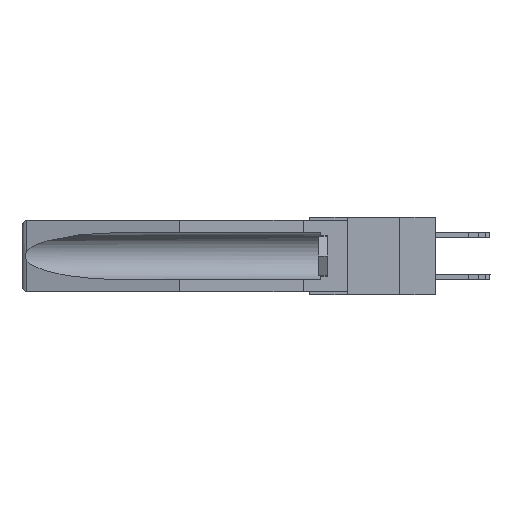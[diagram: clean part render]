
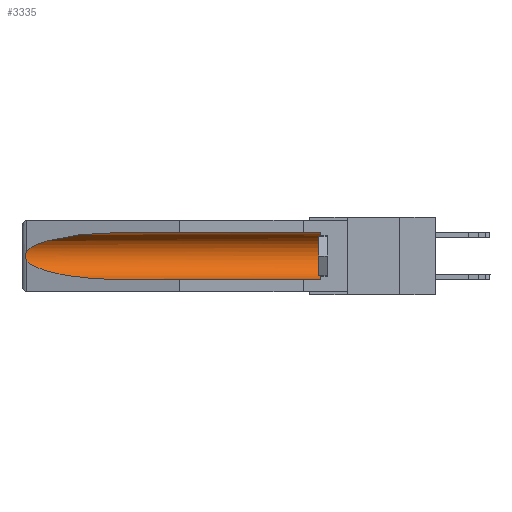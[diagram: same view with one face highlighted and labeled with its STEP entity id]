
A CAD part, left-side view. The second image highlights one B-rep face of the part: STEP entity #3335.
In plain terms, the highlighted cylindrical face has radius 2.857 mm (diameter 5.715 mm), a partial arc.
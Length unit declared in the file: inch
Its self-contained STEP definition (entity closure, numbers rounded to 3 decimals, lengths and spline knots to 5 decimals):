
#390 = CARTESIAN_POINT ( 'NONE',  ( 0.2675, 1.53308, -0.17534 ) ) ;
#853 = CARTESIAN_POINT ( 'NONE',  ( 0.155, 0.126, -0.284 ) ) ;
#1955 = DIRECTION ( 'NONE',  ( 0., 0., 1. ) ) ;
#2486 = CARTESIAN_POINT ( 'NONE',  ( 0.26655, 1.53094, -0.18657 ) ) ;
#2746 = EDGE_LOOP ( 'NONE', ( #3671, #11260, #3245, #24400, #18174, #8261 ) ) ;
#2832 = VERTEX_POINT ( 'NONE', #9918 ) ;
#2879 = VERTEX_POINT ( 'NONE', #853 ) ;
#2943 = EDGE_CURVE ( 'NONE', #15143, #22133, #12940, .T. ) ;
#3245 = ORIENTED_EDGE ( 'NONE', *, *, #5057, .T. ) ;
#3298 = DIRECTION ( 'NONE',  ( 0., 0., 1. ) ) ;
#3335 = ADVANCED_FACE ( 'NONE', ( #3483 ), #9510, .F. ) ;
#3483 = FACE_OUTER_BOUND ( 'NONE', #2746, .T. ) ;
#3671 = ORIENTED_EDGE ( 'NONE', *, *, #11316, .T. ) ;
#4216 = CARTESIAN_POINT ( 'NONE',  ( 0.25451, 1.48313, -0.09465 ) ) ;
#4893 = DIRECTION ( 'NONE',  ( 0., 1., 0. ) ) ;
#4984 = CARTESIAN_POINT ( 'NONE',  ( 0.155, -0.30754, -0.1715 ) ) ;
#5057 = EDGE_CURVE ( 'NONE', #13551, #2832, #16866, .T. ) ;
#6222 = B_SPLINE_CURVE_WITH_KNOTS ( 'NONE', 3,
 ( #24850, #12215, #13533, #26354, #21820, #390, #26147, #2486, #22108, #6803 ),
 .UNSPECIFIED., .F., .F.,
 ( 4, 2, 2, 2, 4 ),
 ( 0., 0.00029, 0.00058, 0.00087, 0.00117 ),
 .UNSPECIFIED. ) ;
#6803 = CARTESIAN_POINT ( 'NONE',  ( 0.26537, 1.52718, -0.19328 ) ) ;
#7035 = VECTOR ( 'NONE', #18381, 39.37008 ) ;
#7843 = AXIS2_PLACEMENT_3D ( 'NONE', #15016, #21693, #1955 ) ;
#8261 = ORIENTED_EDGE ( 'NONE', *, *, #2943, .T. ) ;
#8536 = CARTESIAN_POINT ( 'NONE',  ( 0.26537, 1.52718, -0.14972 ) ) ;
#9067 = CARTESIAN_POINT ( 'NONE',  ( 0.26537, 1.52718, -0.14972 ) ) ;
#9510 = CYLINDRICAL_SURFACE ( 'NONE', #13156, 0.1125 ) ;
#9918 = CARTESIAN_POINT ( 'NONE',  ( 0.155, 1.07973, -0.284 ) ) ;
#10539 = CARTESIAN_POINT ( 'NONE',  ( 0.155, -0.30754, -0.059 ) ) ;
#11260 = ORIENTED_EDGE ( 'NONE', *, *, #23135, .T. ) ;
#11316 = EDGE_CURVE ( 'NONE', #22133, #19638, #24780, .T. ) ;
#12215 = CARTESIAN_POINT ( 'NONE',  ( 0.26597, 1.52961, -0.15275 ) ) ;
#12235 = CARTESIAN_POINT ( 'NONE',  ( 0.155, 0.126, -0.059 ) ) ;
#12268 = VECTOR ( 'NONE', #15624, 39.37008 ) ;
#12940 = LINE ( 'NONE', #10539, #12268 ) ;
#12967 = EDGE_CURVE ( 'NONE', #2879, #15143, #19514, .T. ) ;
#13156 = AXIS2_PLACEMENT_3D ( 'NONE', #4984, #4893, #3298 ) ;
#13533 = CARTESIAN_POINT ( 'NONE',  ( 0.26654, 1.53092, -0.15636 ) ) ;
#13551 = VERTEX_POINT ( 'NONE', #22589 ) ;
#14150 = CARTESIAN_POINT ( 'NONE',  ( 0.155, -0.30754, -0.284 ) ) ;
#14672 = CARTESIAN_POINT ( 'NONE',  ( 0.25451, 1.48313, -0.24835 ) ) ;
#15016 = CARTESIAN_POINT ( 'NONE',  ( 0.155, 0.126, -0.1715 ) ) ;
#15143 = VERTEX_POINT ( 'NONE', #12235 ) ;
#15624 = DIRECTION ( 'NONE',  ( 0., 1., 0. ) ) ;
#16866 =( BOUNDED_CURVE ( )  B_SPLINE_CURVE ( 3, ( #25023, #14672, #20873, #27682 ),
 .UNSPECIFIED., .F., .F. ) 
 B_SPLINE_CURVE_WITH_KNOTS ( ( 4, 4 ),
 ( 0.1948, 1.5708 ),
 .UNSPECIFIED. ) 
 CURVE ( )  GEOMETRIC_REPRESENTATION_ITEM ( )  RATIONAL_B_SPLINE_CURVE ( ( 1., 0.848, 0.848, 1. ) ) 
 REPRESENTATION_ITEM ( '' )  );
#18174 = ORIENTED_EDGE ( 'NONE', *, *, #12967, .T. ) ;
#18381 = DIRECTION ( 'NONE',  ( 0., 1., 0. ) ) ;
#19235 = CARTESIAN_POINT ( 'NONE',  ( 0.155, 1.07973, -0.059 ) ) ;
#19514 = CIRCLE ( 'NONE', #7843, 0.1125 ) ;
#19638 = VERTEX_POINT ( 'NONE', #9067 ) ;
#20873 = CARTESIAN_POINT ( 'NONE',  ( 0.21114, 1.30732, -0.284 ) ) ;
#21693 = DIRECTION ( 'NONE',  ( 0., -1., 0. ) ) ;
#21820 = CARTESIAN_POINT ( 'NONE',  ( 0.2675, 1.53308, -0.16763 ) ) ;
#22108 = CARTESIAN_POINT ( 'NONE',  ( 0.26597, 1.5296, -0.19026 ) ) ;
#22133 = VERTEX_POINT ( 'NONE', #23488 ) ;
#22589 = CARTESIAN_POINT ( 'NONE',  ( 0.26537, 1.52718, -0.19328 ) ) ;
#23135 = EDGE_CURVE ( 'NONE', #19638, #13551, #6222, .T. ) ;
#23488 = CARTESIAN_POINT ( 'NONE',  ( 0.155, 1.07973, -0.059 ) ) ;
#23597 = LINE ( 'NONE', #14150, #7035 ) ;
#24400 = ORIENTED_EDGE ( 'NONE', *, *, #26629, .F. ) ;
#24780 =( BOUNDED_CURVE ( )  B_SPLINE_CURVE ( 3, ( #19235, #26014, #4216, #8536 ),
 .UNSPECIFIED., .F., .F. ) 
 B_SPLINE_CURVE_WITH_KNOTS ( ( 4, 4 ),
 ( 4.71239, 6.08839 ),
 .UNSPECIFIED. ) 
 CURVE ( )  GEOMETRIC_REPRESENTATION_ITEM ( )  RATIONAL_B_SPLINE_CURVE ( ( 1., 0.848, 0.848, 1. ) ) 
 REPRESENTATION_ITEM ( '' )  );
#24850 = CARTESIAN_POINT ( 'NONE',  ( 0.26537, 1.52718, -0.14972 ) ) ;
#25023 = CARTESIAN_POINT ( 'NONE',  ( 0.26537, 1.52718, -0.19328 ) ) ;
#26014 = CARTESIAN_POINT ( 'NONE',  ( 0.21114, 1.30732, -0.059 ) ) ;
#26147 = CARTESIAN_POINT ( 'NONE',  ( 0.2673, 1.53269, -0.17917 ) ) ;
#26354 = CARTESIAN_POINT ( 'NONE',  ( 0.2673, 1.5327, -0.16383 ) ) ;
#26629 = EDGE_CURVE ( 'NONE', #2879, #2832, #23597, .T. ) ;
#27682 = CARTESIAN_POINT ( 'NONE',  ( 0.155, 1.07973, -0.284 ) ) ;
